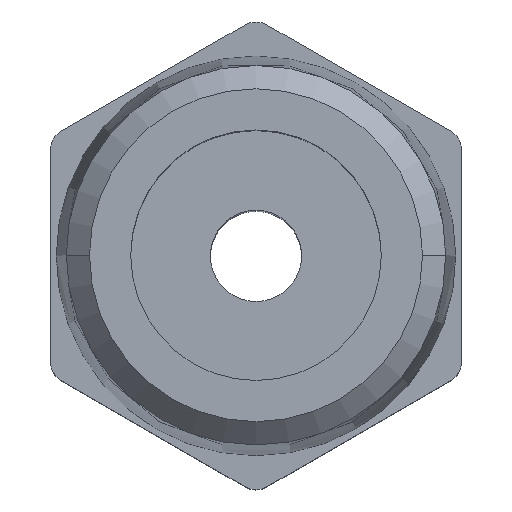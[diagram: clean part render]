
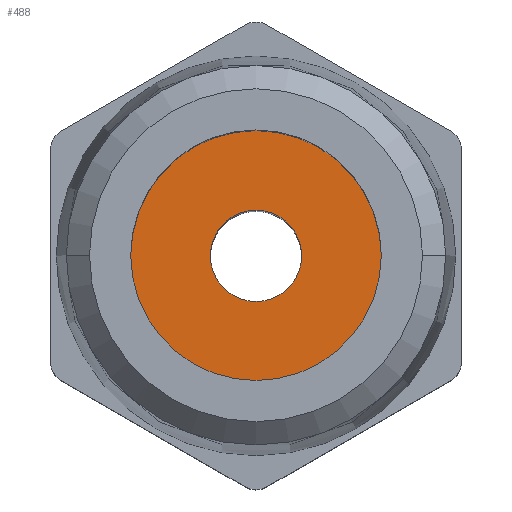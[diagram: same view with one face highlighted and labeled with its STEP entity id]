
A CAD part, top view. The second image highlights one B-rep face of the part: STEP entity #488.
In plain terms, the highlighted planar face has unit normal (0, 0, 1).
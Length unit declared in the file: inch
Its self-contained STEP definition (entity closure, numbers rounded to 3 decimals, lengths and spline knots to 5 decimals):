
#16 = FACE_OUTER_BOUND ( 'NONE', #722, .T. ) ;
#21 = ORIENTED_EDGE ( 'NONE', *, *, #384, .F. ) ;
#27 = EDGE_CURVE ( 'NONE', #597, #713, #167, .T. ) ;
#48 = DIRECTION ( 'NONE',  ( 1., 0., 0. ) ) ;
#53 = AXIS2_PLACEMENT_3D ( 'NONE', #110, #699, #195 ) ;
#110 = CARTESIAN_POINT ( 'NONE',  ( 0., 0., 0.117 ) ) ;
#154 = CARTESIAN_POINT ( 'NONE',  ( 0., 0., 0.117 ) ) ;
#167 = CIRCLE ( 'NONE', #53, 0.1715 ) ;
#191 = EDGE_CURVE ( 'NONE', #825, #865, #685, .T. ) ;
#193 = FACE_BOUND ( 'NONE', #621, .T. ) ;
#195 = DIRECTION ( 'NONE',  ( 1., 0., 0. ) ) ;
#199 = EDGE_CURVE ( 'NONE', #713, #597, #907, .T. ) ;
#207 = CARTESIAN_POINT ( 'NONE',  ( -0.1715, 0., 0.117 ) ) ;
#221 = DIRECTION ( 'NONE',  ( 0., 0., -1. ) ) ;
#245 = DIRECTION ( 'NONE',  ( 1., 0., 0. ) ) ;
#384 = EDGE_CURVE ( 'NONE', #865, #825, #939, .T. ) ;
#388 = AXIS2_PLACEMENT_3D ( 'NONE', #761, #425, #1009 ) ;
#418 = CARTESIAN_POINT ( 'NONE',  ( 0.0625, 0., 0.117 ) ) ;
#425 = DIRECTION ( 'NONE',  ( 0., 0., 1. ) ) ;
#488 = ADVANCED_FACE ( 'NONE', ( #193, #16 ), #842, .T. ) ;
#505 = ORIENTED_EDGE ( 'NONE', *, *, #27, .F. ) ;
#558 = DIRECTION ( 'NONE',  ( 0., 0., 1. ) ) ;
#596 = CARTESIAN_POINT ( 'NONE',  ( -0.0625, 0., 0.117 ) ) ;
#597 = VERTEX_POINT ( 'NONE', #1023 ) ;
#621 = EDGE_LOOP ( 'NONE', ( #672, #21 ) ) ;
#672 = ORIENTED_EDGE ( 'NONE', *, *, #191, .F. ) ;
#685 = CIRCLE ( 'NONE', #1028, 0.0625 ) ;
#699 = DIRECTION ( 'NONE',  ( 0., 0., -1. ) ) ;
#713 = VERTEX_POINT ( 'NONE', #207 ) ;
#722 = EDGE_LOOP ( 'NONE', ( #505, #760 ) ) ;
#724 = CARTESIAN_POINT ( 'NONE',  ( 0., 0., 0.117 ) ) ;
#749 = DIRECTION ( 'NONE',  ( 0., 0., 1. ) ) ;
#760 = ORIENTED_EDGE ( 'NONE', *, *, #199, .F. ) ;
#761 = CARTESIAN_POINT ( 'NONE',  ( 0., 0., 0.117 ) ) ;
#806 = DIRECTION ( 'NONE',  ( 1., 0., 0. ) ) ;
#825 = VERTEX_POINT ( 'NONE', #418 ) ;
#842 = PLANE ( 'NONE',  #388 ) ;
#865 = VERTEX_POINT ( 'NONE', #596 ) ;
#867 = AXIS2_PLACEMENT_3D ( 'NONE', #724, #221, #806 ) ;
#907 = CIRCLE ( 'NONE', #867, 0.1715 ) ;
#939 = CIRCLE ( 'NONE', #1005, 0.0625 ) ;
#1005 = AXIS2_PLACEMENT_3D ( 'NONE', #154, #749, #245 ) ;
#1009 = DIRECTION ( 'NONE',  ( 1., 0., 0. ) ) ;
#1023 = CARTESIAN_POINT ( 'NONE',  ( 0.1715, 0., 0.117 ) ) ;
#1028 = AXIS2_PLACEMENT_3D ( 'NONE', #1050, #558, #48 ) ;
#1050 = CARTESIAN_POINT ( 'NONE',  ( 0., 0., 0.117 ) ) ;
